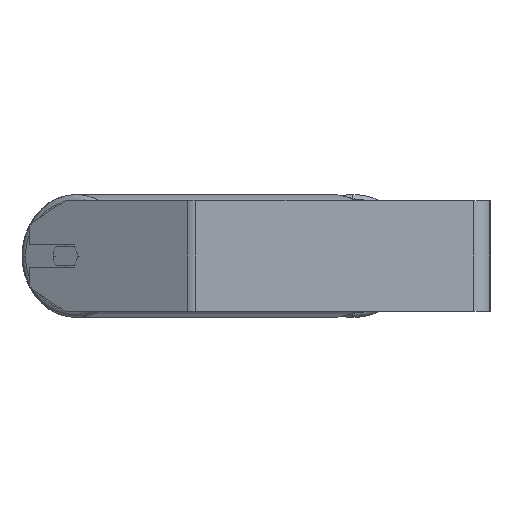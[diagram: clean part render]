
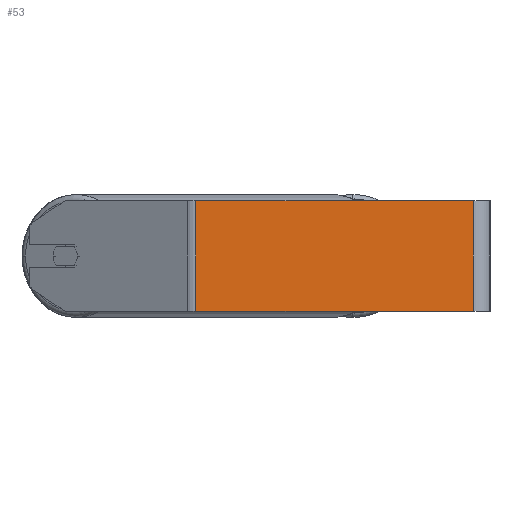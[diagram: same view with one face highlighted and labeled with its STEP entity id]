
A CAD part, left-side view. The second image highlights one B-rep face of the part: STEP entity #53.
In plain terms, the highlighted planar face has unit normal (-1, 0, 0).
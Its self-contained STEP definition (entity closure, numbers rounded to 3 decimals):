
#53 = ADVANCED_FACE ( 'NONE', ( #7313 ), #2579, .F. ) ;
#1288 = DIRECTION ( 'NONE',  ( 0., 0., -1. ) ) ;
#1560 = EDGE_LOOP ( 'NONE', ( #3602, #6401, #7312, #4785 ) ) ;
#1699 = LINE ( 'NONE', #4230, #8394 ) ;
#1866 = LINE ( 'NONE', #7393, #7943 ) ;
#1921 = DIRECTION ( 'NONE',  ( 1., 0., 0. ) ) ;
#2000 = CARTESIAN_POINT ( 'NONE',  ( -620., 215.663, 40. ) ) ;
#2579 = PLANE ( 'NONE',  #8655 ) ;
#2791 = EDGE_CURVE ( 'NONE', #4984, #6485, #4676, .T. ) ;
#2924 = CARTESIAN_POINT ( 'NONE',  ( -620., 12., 40. ) ) ;
#3263 = VECTOR ( 'NONE', #4016, 1000. ) ;
#3602 = ORIENTED_EDGE ( 'NONE', *, *, #2791, .T. ) ;
#4016 = DIRECTION ( 'NONE',  ( 0., -1., 0. ) ) ;
#4230 = CARTESIAN_POINT ( 'NONE',  ( -620., 212.448, 40. ) ) ;
#4435 = LINE ( 'NONE', #2924, #5709 ) ;
#4551 = EDGE_CURVE ( 'NONE', #4677, #4776, #1866, .T. ) ;
#4676 = LINE ( 'NONE', #5467, #3263 ) ;
#4677 = VERTEX_POINT ( 'NONE', #5940 ) ;
#4776 = VERTEX_POINT ( 'NONE', #8217 ) ;
#4785 = ORIENTED_EDGE ( 'NONE', *, *, #7512, .T. ) ;
#4984 = VERTEX_POINT ( 'NONE', #7487 ) ;
#5278 = DIRECTION ( 'NONE',  ( 0., -1., 0. ) ) ;
#5467 = CARTESIAN_POINT ( 'NONE',  ( -620., 215.663, -40. ) ) ;
#5709 = VECTOR ( 'NONE', #8349, 1000. ) ;
#5940 = CARTESIAN_POINT ( 'NONE',  ( -620., 212.448, 40. ) ) ;
#6401 = ORIENTED_EDGE ( 'NONE', *, *, #6760, .F. ) ;
#6485 = VERTEX_POINT ( 'NONE', #6681 ) ;
#6681 = CARTESIAN_POINT ( 'NONE',  ( -620., 12., -40. ) ) ;
#6760 = EDGE_CURVE ( 'NONE', #4776, #6485, #4435, .T. ) ;
#6908 = DIRECTION ( 'NONE',  ( 0., 0., -1. ) ) ;
#7312 = ORIENTED_EDGE ( 'NONE', *, *, #4551, .F. ) ;
#7313 = FACE_OUTER_BOUND ( 'NONE', #1560, .T. ) ;
#7393 = CARTESIAN_POINT ( 'NONE',  ( -620., 215.663, 40. ) ) ;
#7487 = CARTESIAN_POINT ( 'NONE',  ( -620., 212.448, -40. ) ) ;
#7512 = EDGE_CURVE ( 'NONE', #4677, #4984, #1699, .T. ) ;
#7943 = VECTOR ( 'NONE', #5278, 1000. ) ;
#8217 = CARTESIAN_POINT ( 'NONE',  ( -620., 12., 40. ) ) ;
#8349 = DIRECTION ( 'NONE',  ( 0., 0., -1. ) ) ;
#8394 = VECTOR ( 'NONE', #6908, 1000. ) ;
#8655 = AXIS2_PLACEMENT_3D ( 'NONE', #2000, #1921, #1288 ) ;
